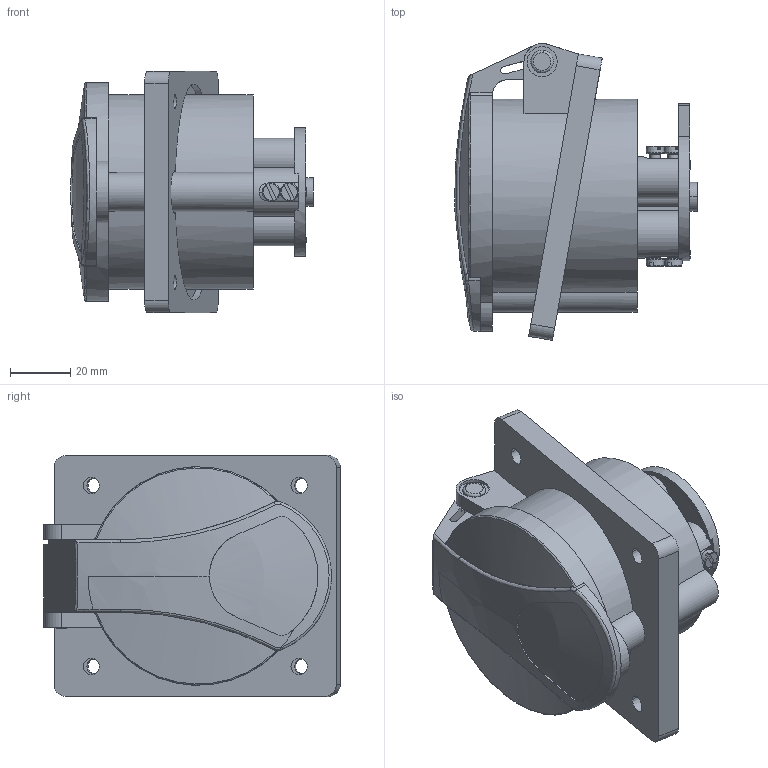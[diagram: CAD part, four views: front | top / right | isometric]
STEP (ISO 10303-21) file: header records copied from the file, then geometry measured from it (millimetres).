
FILE_DESCRIPTION((''),'2;1');
FILE_NAME('ASM0002_ASM','2023-02-27T09:59:38',('klemen.sitar'),('Audax d.o.o.'),'CREO PARAMETRIC BY PTC INC, 2021304','CREO PARAMETRIC BY PTC INC, 2021304','');
FILE_SCHEMA(('AP242_MANAGED_MODEL_BASED_3D_ENGINEERING_MIM_LF { 1 0 10303 442 1 1 4 }'));
Length unit declared in the file: millimetre
Products named in the file (7): PRT0005_1_1_1; PRT0006_1_1; PRT0007_1_1; PRT0007_1_1_2_1; PRT0007_1_1_2_2; PRT0007_1_1_2_3; ASM0002_ASM
Assembly tree (11 placements, depth 2):
  ASM0002_ASM
    PRT0005_1_1_1
    PRT0006_1_1
    PRT0007_1_1  x6
    PRT0007_1_1_2_1
    PRT0007_1_1_2_2
    PRT0007_1_1_2_3
Bounding box: 80.5 x 98.44 x 80 mm (x, y, z)
Volume: 129075.8 mm3; surface area: 99628.7 mm2
Topology: 11 solids, 11 shells, 859 faces, 2448 edges, 1630 vertices
Faces by surface type: plane 537, cylinder 182, cone 66, torus 56, sphere 11, bspline 7
Entity records: 39965 total; most frequent: CARTESIAN_POINT 6548, ORIENTED_EDGE 4404, DIRECTION 4154, PRESENTATION_STYLE_ASSIGNMENT 2972, STYLED_ITEM 2972, CURVE_STYLE 2202, EDGE_CURVE 2202, VERTEX_POINT 1480
